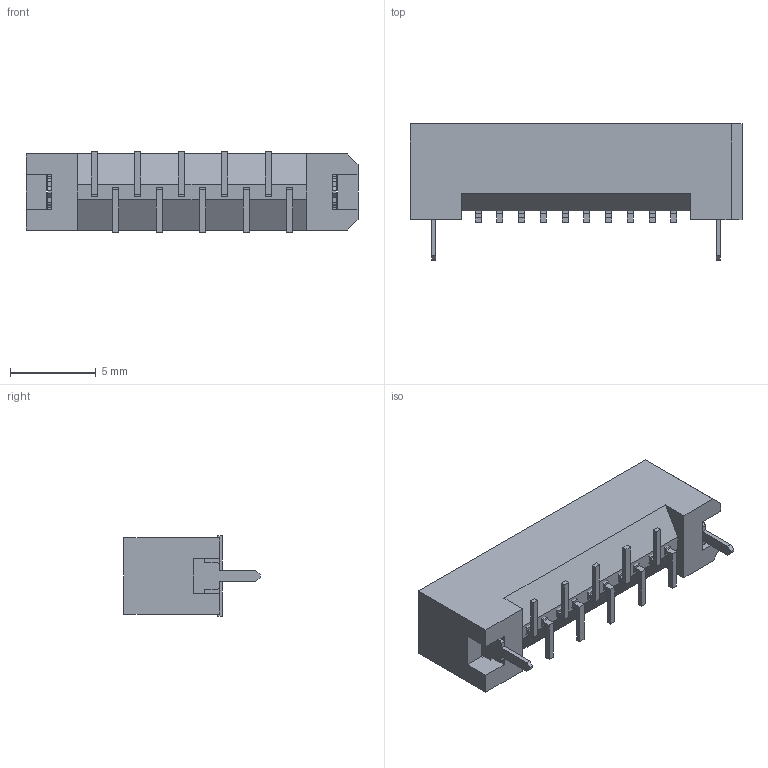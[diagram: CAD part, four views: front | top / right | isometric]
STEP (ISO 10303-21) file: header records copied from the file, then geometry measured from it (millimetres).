
FILE_DESCRIPTION( ( 'STEP AP214' ), '1' );
FILE_NAME( 'TFM-110-02-S-S-WT.stp', '2020-08-23T15:14:14', ( 'License CC BY-ND 4.0' ), ( 'CADENAS' ), ' ', 'PARTsolutions', ' ' );
FILE_SCHEMA( ( 'AUTOMOTIVE_DESIGN { 1 0 10303 214 1 1 1 1 }' ) );
Length unit declared in the file: inch
Products named in the file (4): TFM-110-02-S-S-WT; _TFM-110-02-L-S-WT_terminal; _TFM-110-02-L-S_pins; _WT-25-07-T
Assembly tree (4 placements, depth 2):
  TFM-110-02-S-S-WT
    _TFM-110-02-L-S-WT_terminal
    _TFM-110-02-L-S_pins
    _WT-25-07-T  x2
Bounding box: 19.38 x 7.95 x 4.7 mm (x, y, z)
Volume: 273.7 mm3; surface area: 777.9 mm2
Topology: 4 solids, 4 shells, 228 faces, 649 edges, 436 vertices
Faces by surface type: plane 205, cylinder 23
Full cylindrical faces by diameter (mm): 0.457 x10
Entity records: 8307 total; most frequent: CARTESIAN_POINT 1178, ORIENTED_EDGE 1150, DIRECTION 1039, EDGE_CURVE 575, LINE 537, VECTOR 537, VERTEX_POINT 390, AXIS2_PLACEMENT_3D 251
